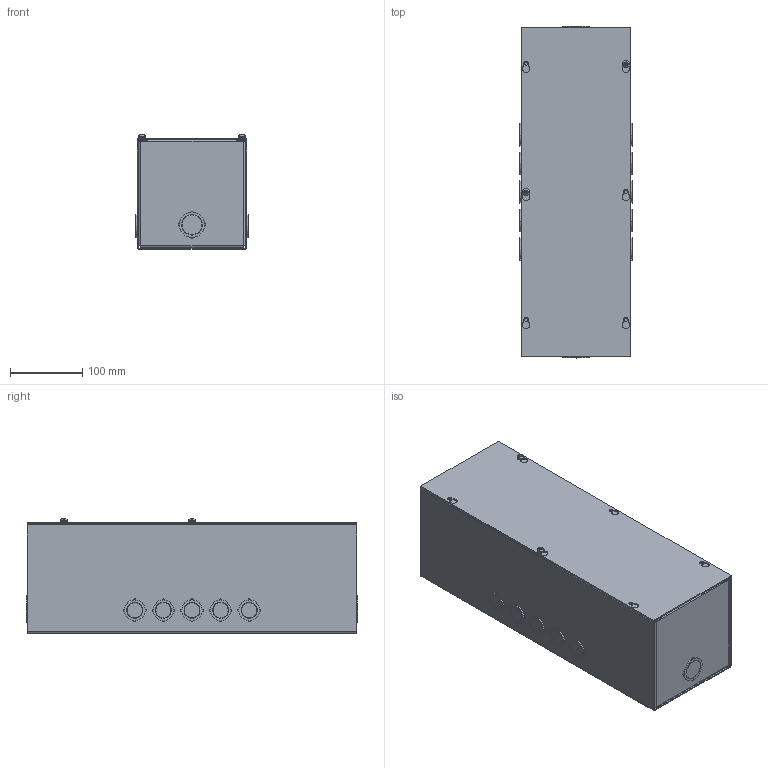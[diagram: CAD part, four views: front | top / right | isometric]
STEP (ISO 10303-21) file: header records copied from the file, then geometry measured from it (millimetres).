
FILE_DESCRIPTION (( 'STEP AP214' ), '1' );
FILE_NAME ('CGT1866.STEP', '2021-09-09T16:48:48', ( '' ), ( '' ), 'SwSTEP 2.0', 'SolidWorks 2021', '' );
FILE_SCHEMA (( 'AUTOMOTIVE_DESIGN' ));
Length unit declared in the file: inch
Products named in the file (1): CGT1866
Bounding box: 156.06 x 460.86 x 158.67 mm (x, y, z)
Volume: 562685.5 mm3; surface area: 703796.2 mm2
Topology: 6 solids, 6 shells, 788 faces, 2194 edges, 1442 vertices
Faces by surface type: plane 412, cylinder 362, bspline 8, cone 6
Full cylindrical faces by diameter (mm): 4.318 x8, 4.826 x2, 7.214 x2, 7.925 x4, 9.525 x2, 12.497 x2, 12.7 x2
Entity records: 25997 total; most frequent: CARTESIAN_POINT 5125, DIRECTION 4434, ORIENTED_EDGE 4304, EDGE_CURVE 2152, AXIS2_PLACEMENT_3D 1519, VERTEX_POINT 1436, LINE 1396, VECTOR 1396
